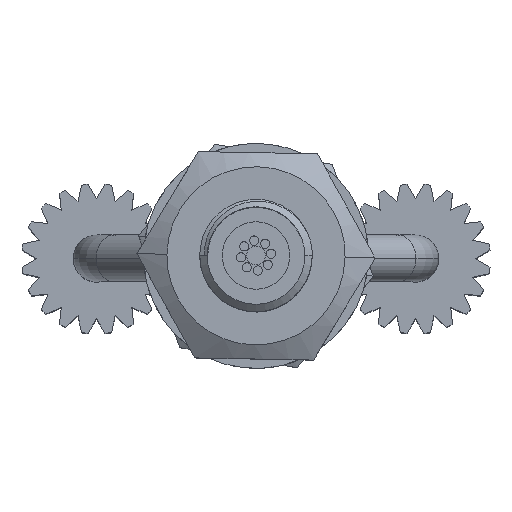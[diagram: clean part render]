
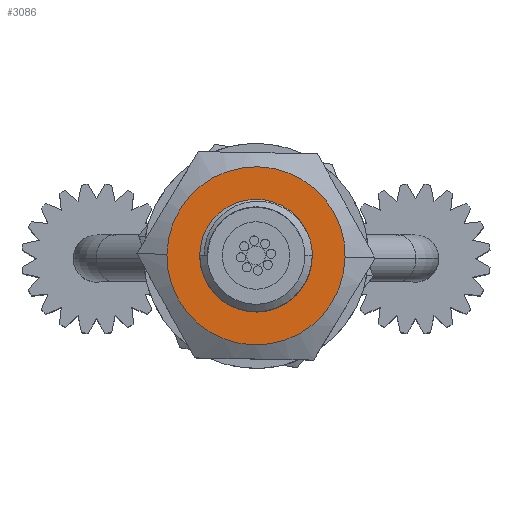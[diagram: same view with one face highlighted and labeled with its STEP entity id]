
A CAD part, top view. The second image highlights one B-rep face of the part: STEP entity #3086.
In plain terms, the highlighted planar face has unit normal (0, 0, 1).
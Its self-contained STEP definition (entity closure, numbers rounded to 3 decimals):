
#1590 = EDGE_LOOP ( 'NONE', ( #31116, #12458 ) ) ;
#2364 = CARTESIAN_POINT ( 'NONE',  ( 0., 0., 0. ) ) ;
#3086 = ADVANCED_FACE ( 'NONE', ( #23038, #36712 ), #25900, .F. ) ;
#5578 = VERTEX_POINT ( 'NONE', #37117 ) ;
#6821 = CARTESIAN_POINT ( 'NONE',  ( 0., 0., 0. ) ) ;
#7155 = ORIENTED_EDGE ( 'NONE', *, *, #22793, .T. ) ;
#9621 = DIRECTION ( 'NONE',  ( 0., 0., -1. ) ) ;
#10453 = EDGE_LOOP ( 'NONE', ( #34573, #7155 ) ) ;
#11047 = CARTESIAN_POINT ( 'NONE',  ( 0., 0., 0. ) ) ;
#12155 = AXIS2_PLACEMENT_3D ( 'NONE', #11047, #16559, #13858 ) ;
#12458 = ORIENTED_EDGE ( 'NONE', *, *, #26764, .F. ) ;
#13479 = VERTEX_POINT ( 'NONE', #32141 ) ;
#13858 = DIRECTION ( 'NONE',  ( -1., 0., 0. ) ) ;
#14637 = DIRECTION ( 'NONE',  ( 0., 0., -1. ) ) ;
#15449 = CIRCLE ( 'NONE', #36363, 1.41 ) ;
#16559 = DIRECTION ( 'NONE',  ( 0., 0., -1. ) ) ;
#16792 = AXIS2_PLACEMENT_3D ( 'NONE', #17952, #14637, #23315 ) ;
#16816 = DIRECTION ( 'NONE',  ( 0., 0., -1. ) ) ;
#17045 = CIRCLE ( 'NONE', #16792, 2.375 ) ;
#17952 = CARTESIAN_POINT ( 'NONE',  ( 0., 0., 0. ) ) ;
#18618 = AXIS2_PLACEMENT_3D ( 'NONE', #2364, #16816, #37213 ) ;
#22793 = EDGE_CURVE ( 'NONE', #37642, #5578, #35459, .T. ) ;
#23038 = FACE_BOUND ( 'NONE', #10453, .T. ) ;
#23197 = DIRECTION ( 'NONE',  ( 0., 0., -1. ) ) ;
#23315 = DIRECTION ( 'NONE',  ( -1., 0., 0. ) ) ;
#24369 = AXIS2_PLACEMENT_3D ( 'NONE', #37842, #23197, #31628 ) ;
#24420 = VERTEX_POINT ( 'NONE', #37309 ) ;
#25900 = PLANE ( 'NONE',  #24369 ) ;
#26764 = EDGE_CURVE ( 'NONE', #24420, #13479, #37075, .T. ) ;
#30191 = DIRECTION ( 'NONE',  ( -1., 0., 0. ) ) ;
#30340 = CARTESIAN_POINT ( 'NONE',  ( -1.41, 0., 0. ) ) ;
#31116 = ORIENTED_EDGE ( 'NONE', *, *, #31309, .F. ) ;
#31309 = EDGE_CURVE ( 'NONE', #13479, #24420, #17045, .T. ) ;
#31628 = DIRECTION ( 'NONE',  ( -1., 0., 0. ) ) ;
#32141 = CARTESIAN_POINT ( 'NONE',  ( -2.375, 0., 0. ) ) ;
#34573 = ORIENTED_EDGE ( 'NONE', *, *, #36723, .T. ) ;
#35459 = CIRCLE ( 'NONE', #12155, 1.41 ) ;
#36363 = AXIS2_PLACEMENT_3D ( 'NONE', #6821, #9621, #30191 ) ;
#36712 = FACE_OUTER_BOUND ( 'NONE', #1590, .T. ) ;
#36723 = EDGE_CURVE ( 'NONE', #5578, #37642, #15449, .T. ) ;
#37075 = CIRCLE ( 'NONE', #18618, 2.375 ) ;
#37117 = CARTESIAN_POINT ( 'NONE',  ( 1.41, 0., 0. ) ) ;
#37213 = DIRECTION ( 'NONE',  ( -1., 0., 0. ) ) ;
#37309 = CARTESIAN_POINT ( 'NONE',  ( 2.375, 0., 0. ) ) ;
#37642 = VERTEX_POINT ( 'NONE', #30340 ) ;
#37842 = CARTESIAN_POINT ( 'NONE',  ( -4.763, -2.75, 0. ) ) ;
